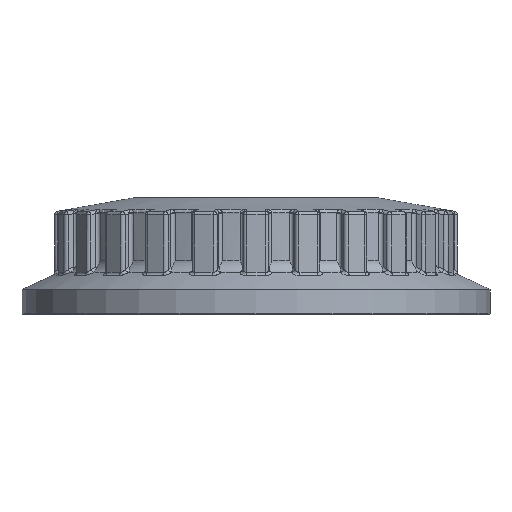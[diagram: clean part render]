
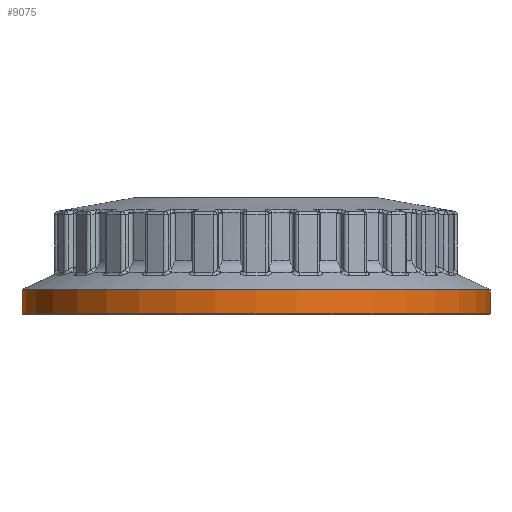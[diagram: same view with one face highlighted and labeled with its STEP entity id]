
A CAD part, front view. The second image highlights one B-rep face of the part: STEP entity #9075.
In plain terms, the highlighted cylindrical face has radius 34.5 mm (diameter 69 mm), a full revolution.
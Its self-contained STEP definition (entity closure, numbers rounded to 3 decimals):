
#1300=CYLINDRICAL_SURFACE('',#9981,34.5);
#1678=FACE_OUTER_BOUND('',#2321,.T.);
#2321=EDGE_LOOP('',(#7436,#7437,#7438,#7439,#7440));
#2749=LINE('',#21259,#2974);
#2974=VECTOR('',#11515,31.5);
#3290=CIRCLE('',#9742,34.5);
#3482=CIRCLE('',#9982,34.5);
#3483=CIRCLE('',#9983,34.5);
#4157=VERTEX_POINT('',#16576);
#4315=VERTEX_POINT('',#21258);
#4316=VERTEX_POINT('',#21260);
#5120=EDGE_CURVE('',#4157,#4157,#3290,.T.);
#5526=EDGE_CURVE('',#4157,#4315,#2749,.T.);
#5527=EDGE_CURVE('',#4316,#4315,#3482,.T.);
#5528=EDGE_CURVE('',#4315,#4316,#3483,.T.);
#7436=ORIENTED_EDGE('',*,*,#5120,.F.);
#7437=ORIENTED_EDGE('',*,*,#5526,.T.);
#7438=ORIENTED_EDGE('',*,*,#5527,.F.);
#7439=ORIENTED_EDGE('',*,*,#5528,.F.);
#7440=ORIENTED_EDGE('',*,*,#5526,.F.);
#9075=ADVANCED_FACE('',(#1678),#1300,.T.);
#9742=AXIS2_PLACEMENT_3D('',#16577,#11035,#11036);
#9981=AXIS2_PLACEMENT_3D('',#21257,#11513,#11514);
#9982=AXIS2_PLACEMENT_3D('',#21261,#11516,#11517);
#9983=AXIS2_PLACEMENT_3D('',#21262,#11518,#11519);
#11035=DIRECTION('center_axis',(0.,0.,
-1.));
#11036=DIRECTION('ref_axis',(1.,0.,0.));
#11513=DIRECTION('center_axis',(0.,0.,1.));
#11514=DIRECTION('ref_axis',(1.,0.,0.));
#11515=DIRECTION('',(0.,0.,1.));
#11516=DIRECTION('center_axis',(0.,0.,1.));
#11517=DIRECTION('ref_axis',(1.,0.,0.));
#11518=DIRECTION('center_axis',(0.,0.,1.));
#11519=DIRECTION('ref_axis',(1.,0.,0.));
#16576=CARTESIAN_POINT('',(-34.5,0.,13.638));
#16577=CARTESIAN_POINT('Origin',(0.,0.,
13.638));
#21257=CARTESIAN_POINT('Origin',(0.,0.,
5.18));
#21258=CARTESIAN_POINT('',(-34.5,0.,17.118));
#21259=CARTESIAN_POINT('',(-34.5,0.,5.18));
#21260=CARTESIAN_POINT('',(34.5,0.,17.118));
#21261=CARTESIAN_POINT('Origin',(0.,0.,
17.118));
#21262=CARTESIAN_POINT('Origin',(0.,0.,
17.118));
